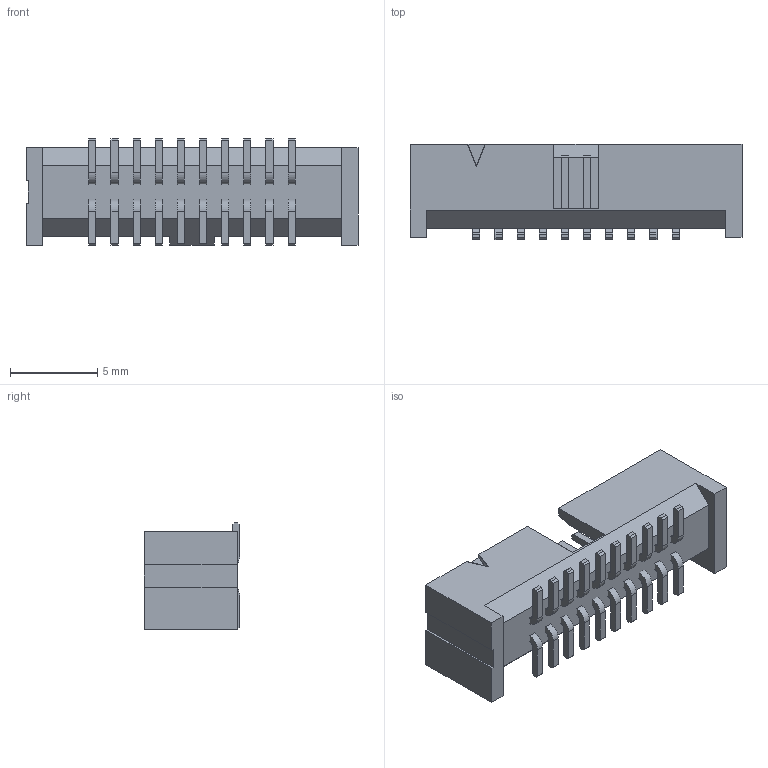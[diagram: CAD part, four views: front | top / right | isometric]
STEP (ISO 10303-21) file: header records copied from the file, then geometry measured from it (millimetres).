
FILE_DESCRIPTION(('FreeCAD Model'),'2;1');
FILE_NAME('SHF_110_01_L_D_SM_TR_cp.step', '2019-03-15T11:22:13',('kicad StepUp'),('ksu MCAD'), 'Open CASCADE STEP processor 7.2','FreeCAD','Unknown');
FILE_SCHEMA(('AUTOMOTIVE_DESIGN { 1 0 10303 214 1 1 1 1 }'));
Length unit declared in the file: millimetre
Products named in the file (1): SHF_110_01_L_D_SM_TR_cp
Bounding box: 19.05 x 5.46 x 6.1 mm (x, y, z)
Volume: 254.4 mm3; surface area: 831.4 mm2
Topology: 3 solids, 3 shells, 364 faces, 1070 edges, 712 vertices
Faces by surface type: plane 324, cylinder 40
Entity records: 14480 total; most frequent: CARTESIAN_POINT 2147, ORIENTED_EDGE 2140, DIRECTION 1880, EDGE_CURVE 1070, LINE 990, VECTOR 990, VERTEX_POINT 712, AXIS2_PLACEMENT_3D 445
